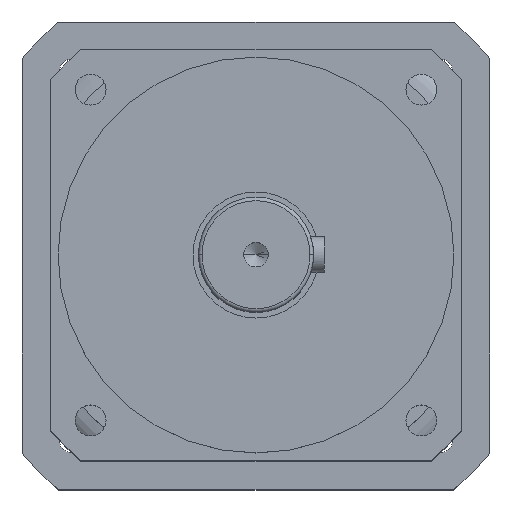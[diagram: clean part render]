
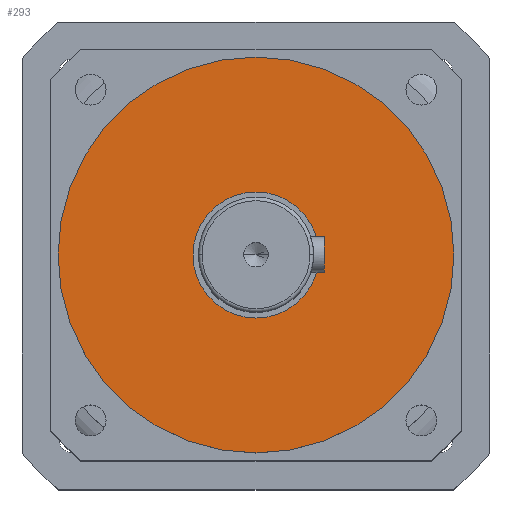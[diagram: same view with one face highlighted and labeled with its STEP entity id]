
A CAD part, top view. The second image highlights one B-rep face of the part: STEP entity #293.
In plain terms, the highlighted planar face has unit normal (0, 0, 1).
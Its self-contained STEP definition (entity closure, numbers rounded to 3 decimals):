
#293 = ADVANCED_FACE ( 'NONE', ( #618, #298 ), #11002, .F. ) ;
#298 = FACE_OUTER_BOUND ( 'NONE', #4879, .T. ) ;
#618 = FACE_BOUND ( 'NONE', #1700, .T. ) ;
#693 = CARTESIAN_POINT ( 'NONE',  ( 17.5, 0., -53. ) ) ;
#780 = EDGE_CURVE ( 'NONE', #6376, #11775, #9001, .T. ) ;
#1136 = EDGE_CURVE ( 'NONE', #11775, #6376, #13096, .T. ) ;
#1240 = ORIENTED_EDGE ( 'NONE', *, *, #8602, .F. ) ;
#1303 = DIRECTION ( 'NONE',  ( 0., 0., 1. ) ) ;
#1700 = EDGE_LOOP ( 'NONE', ( #8851, #1240 ) ) ;
#2051 = CARTESIAN_POINT ( 'NONE',  ( 0., 0., -53. ) ) ;
#3087 = DIRECTION ( 'NONE',  ( 1., 0., 0. ) ) ;
#3089 = ORIENTED_EDGE ( 'NONE', *, *, #1136, .T. ) ;
#3716 = CARTESIAN_POINT ( 'NONE',  ( -55., 0., -53. ) ) ;
#4562 = DIRECTION ( 'NONE',  ( 0., 0., 1. ) ) ;
#4879 = EDGE_LOOP ( 'NONE', ( #3089, #10445 ) ) ;
#5173 = DIRECTION ( 'NONE',  ( 0., 0., 1. ) ) ;
#6376 = VERTEX_POINT ( 'NONE', #3716 ) ;
#7344 = AXIS2_PLACEMENT_3D ( 'NONE', #2051, #9136, #3087 ) ;
#7372 = CARTESIAN_POINT ( 'NONE',  ( 0., 0., -53. ) ) ;
#7512 = AXIS2_PLACEMENT_3D ( 'NONE', #10378, #11213, #11391 ) ;
#7517 = AXIS2_PLACEMENT_3D ( 'NONE', #10631, #4562, #11622 ) ;
#8388 = DIRECTION ( 'NONE',  ( 1., 0., 0. ) ) ;
#8484 = EDGE_CURVE ( 'NONE', #9526, #11783, #8787, .T. ) ;
#8602 = EDGE_CURVE ( 'NONE', #11783, #9526, #9598, .T. ) ;
#8787 = CIRCLE ( 'NONE', #13103, 17.5 ) ;
#8851 = ORIENTED_EDGE ( 'NONE', *, *, #8484, .F. ) ;
#9001 = CIRCLE ( 'NONE', #7344, 55. ) ;
#9136 = DIRECTION ( 'NONE',  ( 0., 0., 1. ) ) ;
#9526 = VERTEX_POINT ( 'NONE', #693 ) ;
#9598 = CIRCLE ( 'NONE', #11146, 17.5 ) ;
#10378 = CARTESIAN_POINT ( 'NONE',  ( 0., 55., -53. ) ) ;
#10445 = ORIENTED_EDGE ( 'NONE', *, *, #780, .T. ) ;
#10550 = CARTESIAN_POINT ( 'NONE',  ( -17.5, 0., -53. ) ) ;
#10631 = CARTESIAN_POINT ( 'NONE',  ( 0., 0., -53. ) ) ;
#11002 = PLANE ( 'NONE',  #7512 ) ;
#11146 = AXIS2_PLACEMENT_3D ( 'NONE', #7372, #1303, #8388 ) ;
#11213 = DIRECTION ( 'NONE',  ( 0., 0., -1. ) ) ;
#11222 = CARTESIAN_POINT ( 'NONE',  ( 0., 0., -53. ) ) ;
#11391 = DIRECTION ( 'NONE',  ( -1., 0., 0. ) ) ;
#11622 = DIRECTION ( 'NONE',  ( 1., 0., 0. ) ) ;
#11775 = VERTEX_POINT ( 'NONE', #12518 ) ;
#11783 = VERTEX_POINT ( 'NONE', #10550 ) ;
#12211 = DIRECTION ( 'NONE',  ( 1., 0., 0. ) ) ;
#12518 = CARTESIAN_POINT ( 'NONE',  ( 55., 0., -53. ) ) ;
#13096 = CIRCLE ( 'NONE', #7517, 55. ) ;
#13103 = AXIS2_PLACEMENT_3D ( 'NONE', #11222, #5173, #12211 ) ;
